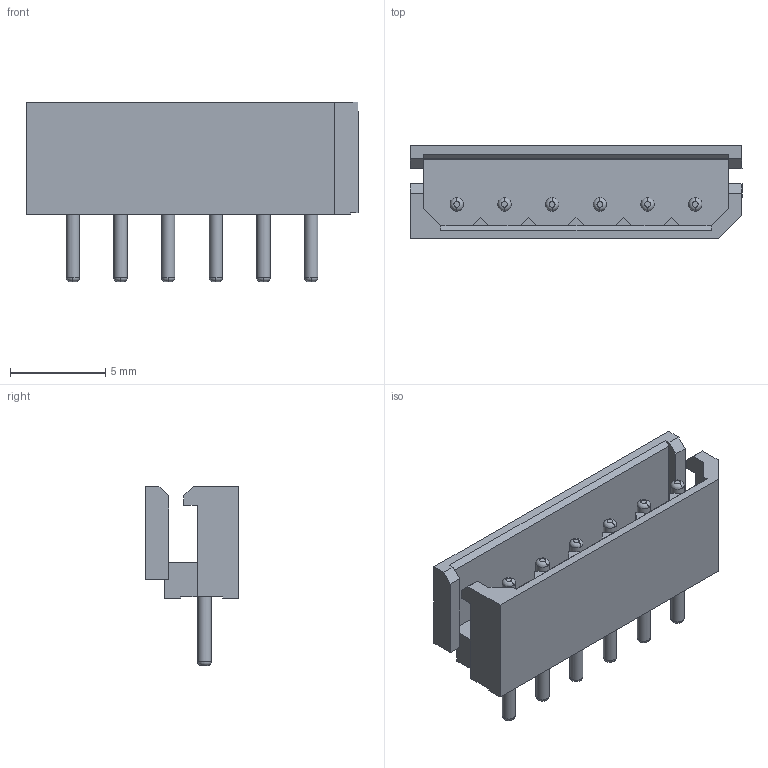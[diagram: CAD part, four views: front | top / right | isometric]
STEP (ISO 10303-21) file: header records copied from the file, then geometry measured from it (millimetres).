
FILE_DESCRIPTION(/* description */ ('STEP AP214'),/* implementation_level */ '2;1');
FILE_NAME(/* name */ '60f5ec1a1c50256bf850abfb',/* time_stamp */ '2021-07-19T21:18:19+00:00',/* author */ (''),/* organization */ (''),/* preprocessor_version */ 'ST-DEVELOPER v18.1',/* originating_system */ ' ',/* authorisation */ ' ');
FILE_SCHEMA (('AUTOMOTIVE_DESIGN {1 0 10303 214 3 1 1}'));
Length unit declared in the file: metre
Products named in the file (7): PIN 6; PIN 1; BASE; PIN 5; PIN 2; PIN 4; PIN 3
Bounding box: 17.4 x 4.9 x 9.4 mm (x, y, z)
Volume: 263.6 mm3; surface area: 710.4 mm2
Topology: 7 solids, 7 shells, 111 faces, 269 edges, 172 vertices
Faces by surface type: plane 75, torus 24, cylinder 12
Full cylindrical faces by diameter (mm): 0.7 x12
Entity records: 3322 total; most frequent: DIRECTION 571, CARTESIAN_POINT 535, ORIENTED_EDGE 502, EDGE_CURVE 251, AXIS2_PLACEMENT_3D 202, LINE 167, VECTOR 167, VERTEX_POINT 166
